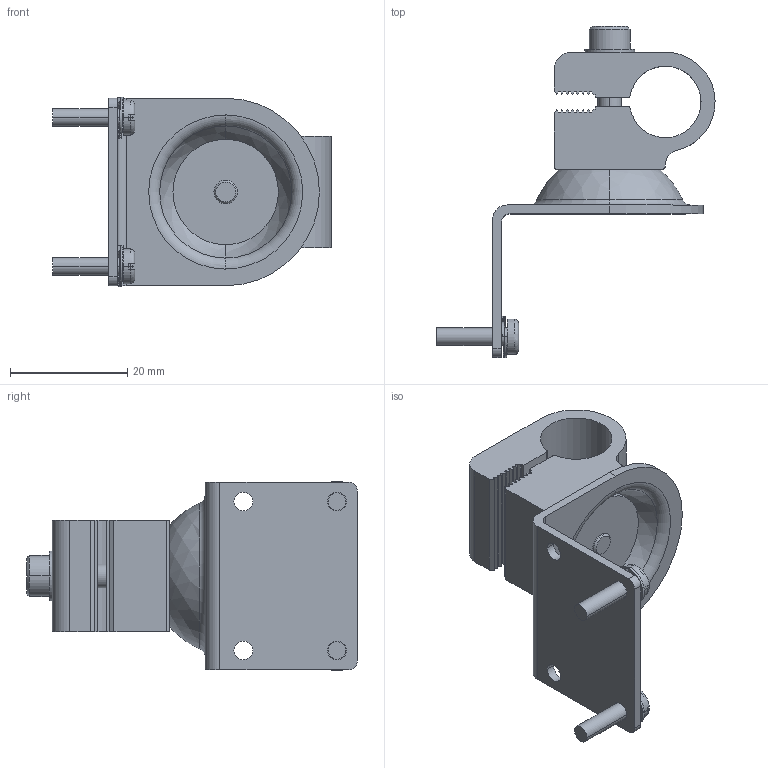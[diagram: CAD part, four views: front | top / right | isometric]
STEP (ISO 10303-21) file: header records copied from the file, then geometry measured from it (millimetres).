
FILE_DESCRIPTION((''),'2;1');
FILE_NAME('DB_CAD1868_OMH_ML100_03','2017-04-18T',('cludewig'),(''),'PRO/ENGINEER BY PARAMETRIC TECHNOLOGY CORPORATION, 2015440','PRO/ENGINEER BY PARAMETRIC TECHNOLOGY CORPORATION, 2015440','');
FILE_SCHEMA(('CONFIG_CONTROL_DESIGN'));
Length unit declared in the file: millimetre
Products named in the file (1): DB_CAD1868_OMH_ML100_03
Bounding box: 47.5 x 56.5 x 32.4 mm (x, y, z)
Volume: 10248.6 mm3; surface area: 9458 mm2
Topology: 6 solids, 6 shells, 212 faces, 570 edges, 371 vertices
Faces by surface type: plane 117, cylinder 65, sphere 8, bspline 8, cone 6, torus 4, revolution 4
Entity records: 9112 total; most frequent: CARTESIAN_POINT 2228, ORIENTED_EDGE 1124, DIRECTION 1095, EDGE_CURVE 562, AXIS2_PLACEMENT_3D 376, VERTEX_POINT 371, VECTOR 339, LINE 339
